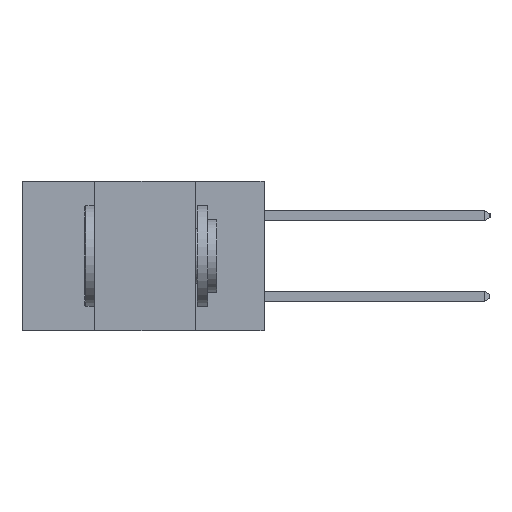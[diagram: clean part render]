
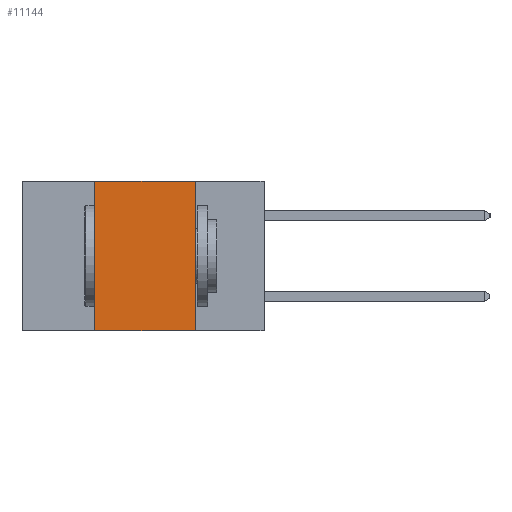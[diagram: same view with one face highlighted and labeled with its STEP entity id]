
A CAD part, left-side view. The second image highlights one B-rep face of the part: STEP entity #11144.
In plain terms, the highlighted planar face has unit normal (-1, 0, 0).
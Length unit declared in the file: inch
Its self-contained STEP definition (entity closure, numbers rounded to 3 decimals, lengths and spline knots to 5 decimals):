
#13 = ORIENTED_EDGE ( 'NONE', *, *, #3608, .F. ) ;
#597 = AXIS2_PLACEMENT_3D ( 'NONE', #22758, #17342, #6535 ) ;
#1215 = ORIENTED_EDGE ( 'NONE', *, *, #2539, .F. ) ;
#2539 = EDGE_CURVE ( 'NONE', #12886, #7847, #13388, .T. ) ;
#3608 = EDGE_CURVE ( 'NONE', #9908, #12886, #19503, .T. ) ;
#6278 = ORIENTED_EDGE ( 'NONE', *, *, #17534, .F. ) ;
#6535 = DIRECTION ( 'NONE',  ( 0., 0., -1. ) ) ;
#6550 = DIRECTION ( 'NONE',  ( 0., 0., -1. ) ) ;
#6772 = CARTESIAN_POINT ( 'NONE',  ( 0., 0.17, 0. ) ) ;
#7847 = VERTEX_POINT ( 'NONE', #6772 ) ;
#8416 = EDGE_CURVE ( 'NONE', #9908, #20713, #16021, .T. ) ;
#9753 = VECTOR ( 'NONE', #20079, 39.37008 ) ;
#9894 = CARTESIAN_POINT ( 'NONE',  ( 0., 0.6, -0.37 ) ) ;
#9908 = VERTEX_POINT ( 'NONE', #12209 ) ;
#11144 = ADVANCED_FACE ( 'NONE', ( #19536 ), #11920, .F. ) ;
#11438 = DIRECTION ( 'NONE',  ( 0., -1., 0. ) ) ;
#11920 = PLANE ( 'NONE',  #597 ) ;
#12123 = CARTESIAN_POINT ( 'NONE',  ( 0., 0.6, 0. ) ) ;
#12209 = CARTESIAN_POINT ( 'NONE',  ( 0., 0.42, -0.37 ) ) ;
#12833 = VECTOR ( 'NONE', #11438, 39.37008 ) ;
#12886 = VERTEX_POINT ( 'NONE', #16875 ) ;
#13388 = LINE ( 'NONE', #12123, #12833 ) ;
#13843 = CARTESIAN_POINT ( 'NONE',  ( 0., 0.17, -0.37 ) ) ;
#14216 = ORIENTED_EDGE ( 'NONE', *, *, #8416, .T. ) ;
#14290 = CARTESIAN_POINT ( 'NONE',  ( 0., 0.17, -0.37 ) ) ;
#15226 = VECTOR ( 'NONE', #6550, 39.37008 ) ;
#15795 = LINE ( 'NONE', #13843, #15226 ) ;
#16021 = LINE ( 'NONE', #9894, #20236 ) ;
#16875 = CARTESIAN_POINT ( 'NONE',  ( 0., 0.42, 0. ) ) ;
#17342 = DIRECTION ( 'NONE',  ( 1., 0., 0. ) ) ;
#17534 = EDGE_CURVE ( 'NONE', #7847, #20713, #15795, .T. ) ;
#18834 = DIRECTION ( 'NONE',  ( 0., -1., 0. ) ) ;
#19503 = LINE ( 'NONE', #20343, #9753 ) ;
#19536 = FACE_OUTER_BOUND ( 'NONE', #23084, .T. ) ;
#20079 = DIRECTION ( 'NONE',  ( 0., 0., 1. ) ) ;
#20236 = VECTOR ( 'NONE', #18834, 39.37008 ) ;
#20343 = CARTESIAN_POINT ( 'NONE',  ( 0., 0.42, -0.37 ) ) ;
#20713 = VERTEX_POINT ( 'NONE', #14290 ) ;
#22758 = CARTESIAN_POINT ( 'NONE',  ( 0., 0.6, 0. ) ) ;
#23084 = EDGE_LOOP ( 'NONE', ( #6278, #1215, #13, #14216 ) ) ;
